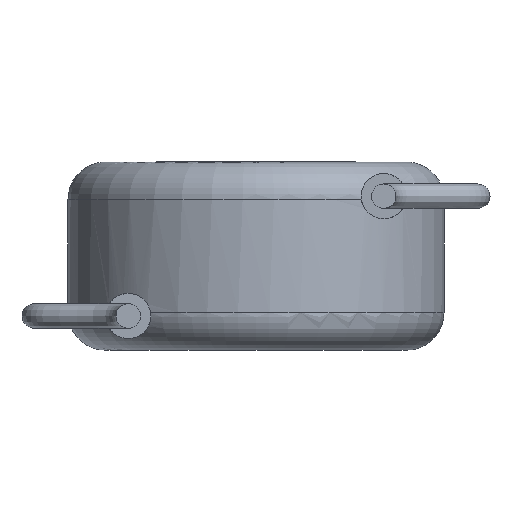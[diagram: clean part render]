
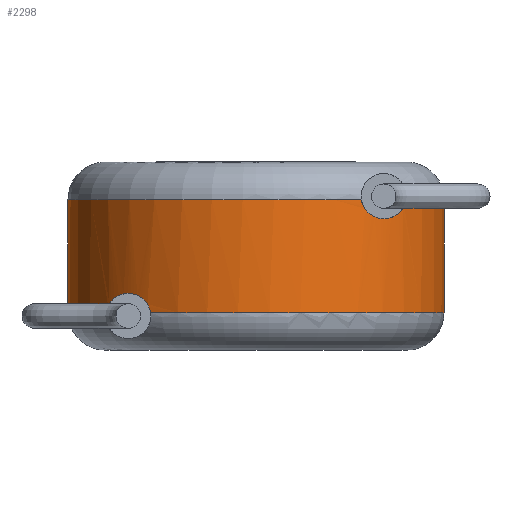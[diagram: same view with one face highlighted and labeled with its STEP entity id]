
A CAD part, front view. The second image highlights one B-rep face of the part: STEP entity #2298.
In plain terms, the highlighted cylindrical face has radius 5 mm (diameter 10 mm), a partial arc.
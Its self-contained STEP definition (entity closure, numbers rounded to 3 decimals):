
#14 = CARTESIAN_POINT ( 'NONE',  ( -3.988, -3.016, 1. ) ) ;
#65 = CARTESIAN_POINT ( 'NONE',  ( -5., 0., 1. ) ) ;
#112 = CARTESIAN_POINT ( 'NONE',  ( 3.988, -3.016, 4. ) ) ;
#129 = CARTESIAN_POINT ( 'NONE',  ( 3.67, -3.397, 3.555 ) ) ;
#143 = CARTESIAN_POINT ( 'NONE',  ( 3.824, -3.222, 3.667 ) ) ;
#264 = AXIS2_PLACEMENT_3D ( 'NONE', #1975, #3521, #1640 ) ;
#277 = CARTESIAN_POINT ( 'NONE',  ( -3.974, -3.034, 1.088 ) ) ;
#330 = CIRCLE ( 'NONE', #264, 5. ) ;
#358 = AXIS2_PLACEMENT_3D ( 'NONE', #992, #1604, #3807 ) ;
#415 = CARTESIAN_POINT ( 'NONE',  ( 5., 0., 4. ) ) ;
#442 = CARTESIAN_POINT ( 'NONE',  ( 3.555, -3.517, 3.51 ) ) ;
#488 = VERTEX_POINT ( 'NONE', #2231 ) ;
#496 = EDGE_CURVE ( 'NONE', #2038, #869, #1062, .T. ) ;
#528 = EDGE_CURVE ( 'NONE', #2879, #2785, #3900, .T. ) ;
#604 = CIRCLE ( 'NONE', #607, 5. ) ;
#607 = AXIS2_PLACEMENT_3D ( 'NONE', #1652, #691, #1014 ) ;
#636 = CARTESIAN_POINT ( 'NONE',  ( 2.816, -4.132, 3.914 ) ) ;
#691 = DIRECTION ( 'NONE',  ( 0., 0., 1. ) ) ;
#741 = AXIS2_PLACEMENT_3D ( 'NONE', #850, #1813, #4016 ) ;
#779 = EDGE_CURVE ( 'NONE', #488, #1037, #2268, .T. ) ;
#795 = LINE ( 'NONE', #1750, #2237 ) ;
#811 = CARTESIAN_POINT ( 'NONE',  ( -3.395, -3.67, 1.508 ) ) ;
#850 = CARTESIAN_POINT ( 'NONE',  ( 0., 0., 4. ) ) ;
#869 = VERTEX_POINT ( 'NONE', #3360 ) ;
#874 = ORIENTED_EDGE ( 'NONE', *, *, #2786, .F. ) ;
#930 = ORIENTED_EDGE ( 'NONE', *, *, #1673, .T. ) ;
#959 = VERTEX_POINT ( 'NONE', #1881 ) ;
#992 = CARTESIAN_POINT ( 'NONE',  ( 0., 0., 1. ) ) ;
#1014 = DIRECTION ( 'NONE',  ( 1., 0., 0. ) ) ;
#1037 = VERTEX_POINT ( 'NONE', #14 ) ;
#1062 = CIRCLE ( 'NONE', #358, 5. ) ;
#1106 = CARTESIAN_POINT ( 'NONE',  ( -3.395, -3.67, 1.508 ) ) ;
#1120 = CARTESIAN_POINT ( 'NONE',  ( 3.988, -3.016, 4. ) ) ;
#1130 = CARTESIAN_POINT ( 'NONE',  ( -3.653, -3.418, 1.466 ) ) ;
#1151 = CARTESIAN_POINT ( 'NONE',  ( -2.845, -4.112, 1.158 ) ) ;
#1376 = CARTESIAN_POINT ( 'NONE',  ( 3.975, -3.033, 3.916 ) ) ;
#1410 = DIRECTION ( 'NONE',  ( 0., 0., -1. ) ) ;
#1416 = EDGE_LOOP ( 'NONE', ( #2208, #2412, #3844, #3650, #1489, #930, #3191, #874, #2112 ) ) ;
#1425 = CARTESIAN_POINT ( 'NONE',  ( -2.815, -4.132, 1.081 ) ) ;
#1452 = CARTESIAN_POINT ( 'NONE',  ( -3.862, -3.177, 1.293 ) ) ;
#1489 = ORIENTED_EDGE ( 'NONE', *, *, #1777, .T. ) ;
#1565 = EDGE_CURVE ( 'NONE', #3007, #869, #2184, .T. ) ;
#1604 = DIRECTION ( 'NONE',  ( 0., 0., 1. ) ) ;
#1640 = DIRECTION ( 'NONE',  ( 1., 0., 0. ) ) ;
#1652 = CARTESIAN_POINT ( 'NONE',  ( 0., 0., 1. ) ) ;
#1673 = EDGE_CURVE ( 'NONE', #4042, #1037, #604, .T. ) ;
#1679 = CARTESIAN_POINT ( 'NONE',  ( 5., 0., 5. ) ) ;
#1750 = CARTESIAN_POINT ( 'NONE',  ( -5., 0., 5. ) ) ;
#1777 = EDGE_CURVE ( 'NONE', #959, #4042, #795, .T. ) ;
#1789 = CARTESIAN_POINT ( 'NONE',  ( 2.802, -4.141, 4. ) ) ;
#1813 = DIRECTION ( 'NONE',  ( 0., 0., -1. ) ) ;
#1881 = CARTESIAN_POINT ( 'NONE',  ( -5., 0., 4. ) ) ;
#1924 = CARTESIAN_POINT ( 'NONE',  ( 2.802, -4.141, 4. ) ) ;
#1966 = CARTESIAN_POINT ( 'NONE',  ( 2.935, -4.048, 3.698 ) ) ;
#1975 = CARTESIAN_POINT ( 'NONE',  ( 0., 0., 4. ) ) ;
#1997 = CARTESIAN_POINT ( 'NONE',  ( 3.724, -3.338, 3.586 ) ) ;
#2013 = CARTESIAN_POINT ( 'NONE',  ( 3.493, -3.578, 3.497 ) ) ;
#2038 = VERTEX_POINT ( 'NONE', #3721 ) ;
#2076 = CARTESIAN_POINT ( 'NONE',  ( -3.147, -3.888, 1.472 ) ) ;
#2112 = ORIENTED_EDGE ( 'NONE', *, *, #496, .T. ) ;
#2146 = CARTESIAN_POINT ( 'NONE',  ( -3.988, -3.016, 1. ) ) ;
#2184 = LINE ( 'NONE', #1679, #3964 ) ;
#2208 = ORIENTED_EDGE ( 'NONE', *, *, #1565, .F. ) ;
#2231 = CARTESIAN_POINT ( 'NONE',  ( -3.395, -3.67, 1.508 ) ) ;
#2237 = VECTOR ( 'NONE', #1410, 1000. ) ;
#2268 = B_SPLINE_CURVE_WITH_KNOTS ( 'NONE', 3,
 ( #811, #2691, #1130, #3333, #1452, #4019, #277, #2146 ),
 .UNSPECIFIED., .F., .F.,
 ( 4, 2, 2, 4 ),
 ( 0.002, 0.003, 0.003, 0.003 ),
 .UNSPECIFIED. ) ;
#2298 = ADVANCED_FACE ( 'NONE', ( #3080 ), #3908, .T. ) ;
#2342 = CARTESIAN_POINT ( 'NONE',  ( 3.171, -3.869, 3.516 ) ) ;
#2404 = CARTESIAN_POINT ( 'NONE',  ( -3.275, -3.781, 1.508 ) ) ;
#2412 = ORIENTED_EDGE ( 'NONE', *, *, #3515, .T. ) ;
#2600 = DIRECTION ( 'NONE',  ( 0., 0., -1. ) ) ;
#2639 = CARTESIAN_POINT ( 'NONE',  ( 3.306, -3.755, 3.486 ) ) ;
#2691 = CARTESIAN_POINT ( 'NONE',  ( -3.527, -3.548, 1.508 ) ) ;
#2785 = VERTEX_POINT ( 'NONE', #1120 ) ;
#2786 = EDGE_CURVE ( 'NONE', #2038, #488, #2886, .T. ) ;
#2846 = DIRECTION ( 'NONE',  ( 0., 0., -1. ) ) ;
#2879 = VERTEX_POINT ( 'NONE', #1789 ) ;
#2886 = B_SPLINE_CURVE_WITH_KNOTS ( 'NONE', 3,
 ( #3043, #1425, #1151, #3338, #3350, #2076, #2404, #1106 ),
 .UNSPECIFIED., .F., .F.,
 ( 4, 2, 2, 4 ),
 ( 0.001, 0.001, 0.002, 0.002 ),
 .UNSPECIFIED. ) ;
#2971 = CARTESIAN_POINT ( 'NONE',  ( 3.869, -3.167, 3.717 ) ) ;
#3007 = VERTEX_POINT ( 'NONE', #415 ) ;
#3043 = CARTESIAN_POINT ( 'NONE',  ( -2.802, -4.141, 1. ) ) ;
#3080 = FACE_OUTER_BOUND ( 'NONE', #1416, .T. ) ;
#3191 = ORIENTED_EDGE ( 'NONE', *, *, #779, .F. ) ;
#3239 = CARTESIAN_POINT ( 'NONE',  ( 3.945, -3.072, 3.842 ) ) ;
#3333 = CARTESIAN_POINT ( 'NONE',  ( -3.813, -3.235, 1.344 ) ) ;
#3338 = CARTESIAN_POINT ( 'NONE',  ( -2.926, -4.055, 1.29 ) ) ;
#3350 = CARTESIAN_POINT ( 'NONE',  ( -2.977, -4.017, 1.344 ) ) ;
#3360 = CARTESIAN_POINT ( 'NONE',  ( 5., 0., 1. ) ) ;
#3515 = EDGE_CURVE ( 'NONE', #3007, #2785, #4076, .T. ) ;
#3521 = DIRECTION ( 'NONE',  ( 0., 0., -1. ) ) ;
#3609 = AXIS2_PLACEMENT_3D ( 'NONE', #4074, #2846, #3771 ) ;
#3650 = ORIENTED_EDGE ( 'NONE', *, *, #4007, .T. ) ;
#3721 = CARTESIAN_POINT ( 'NONE',  ( -2.802, -4.141, 1. ) ) ;
#3771 = DIRECTION ( 'NONE',  ( -1., 0., 0. ) ) ;
#3807 = DIRECTION ( 'NONE',  ( 1., 0., 0. ) ) ;
#3844 = ORIENTED_EDGE ( 'NONE', *, *, #528, .F. ) ;
#3889 = CARTESIAN_POINT ( 'NONE',  ( 2.991, -4.008, 3.643 ) ) ;
#3900 = B_SPLINE_CURVE_WITH_KNOTS ( 'NONE', 3,
 ( #1924, #636, #3904, #1966, #3889, #2342, #2639, #2013, #442, #129, #1997, #143, #2971, #3239, #1376, #112 ),
 .UNSPECIFIED., .F., .F.,
 ( 4, 2, 2, 2, 2, 2, 2, 4 ),
 ( 0.002, 0.003, 0.003, 0.003, 0.004, 0.004, 0.004, 0.004 ),
 .UNSPECIFIED. ) ;
#3904 = CARTESIAN_POINT ( 'NONE',  ( 2.848, -4.11, 3.834 ) ) ;
#3908 = CYLINDRICAL_SURFACE ( 'NONE', #3609, 5. ) ;
#3964 = VECTOR ( 'NONE', #2600, 1000. ) ;
#4007 = EDGE_CURVE ( 'NONE', #2879, #959, #330, .T. ) ;
#4016 = DIRECTION ( 'NONE',  ( 1., 0., 0. ) ) ;
#4019 = CARTESIAN_POINT ( 'NONE',  ( -3.942, -3.076, 1.166 ) ) ;
#4042 = VERTEX_POINT ( 'NONE', #65 ) ;
#4074 = CARTESIAN_POINT ( 'NONE',  ( 0., 0., 5. ) ) ;
#4076 = CIRCLE ( 'NONE', #741, 5. ) ;
